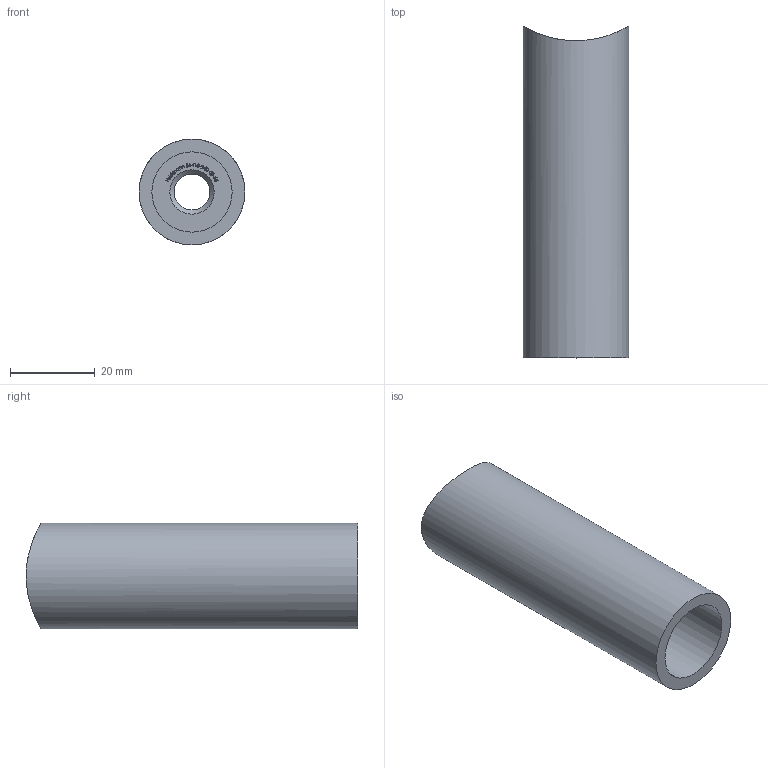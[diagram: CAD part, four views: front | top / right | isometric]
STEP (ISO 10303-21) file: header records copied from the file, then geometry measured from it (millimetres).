
FILE_DESCRIPTION (( 'STEP AP203' ), '1' );
FILE_NAME ('51410-240-48-75.step', '2023-09-19T08:42:27', ( '' ), ( '' ), 'SwSTEP 2.0', 'SolidWorks 2018', '' );
FILE_SCHEMA (( 'CONFIG_CONTROL_DESIGN' ));
Length unit declared in the file: millimetre
Products named in the file (1): 51410-240-48-75
Bounding box: 25 x 78.49 x 25 mm (x, y, z)
Volume: 19202 mm3; surface area: 10923.6 mm2
Topology: 1 solids, 1 shells, 289 faces, 756 edges, 504 vertices
Faces by surface type: plane 177, bspline 105, cylinder 5, cone 2
Full cylindrical faces by diameter (mm): 8.5 x1, 19 x2, 25 x1
Entity records: 14872 total; most frequent: CARTESIAN_POINT 8420, ORIENTED_EDGE 1496, DIRECTION 914, EDGE_CURVE 748, VECTOR 528, LINE 528, VERTEX_POINT 502, EDGE_LOOP 332
